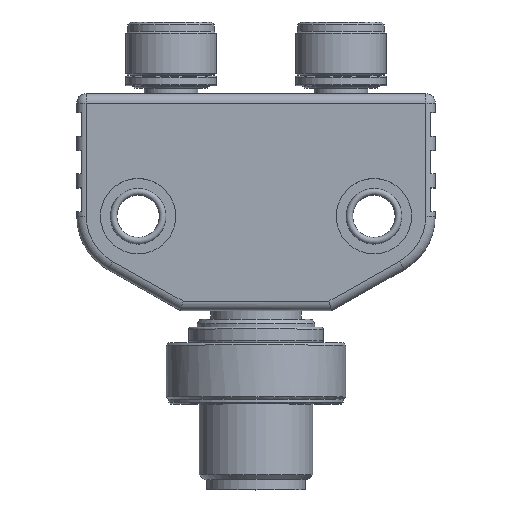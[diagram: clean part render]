
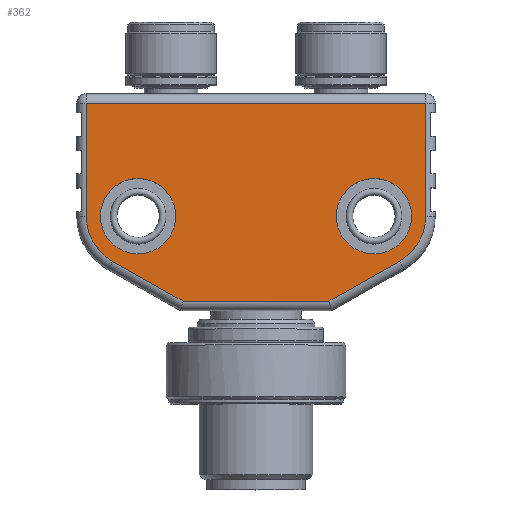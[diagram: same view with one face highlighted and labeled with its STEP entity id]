
A CAD part, top view. The second image highlights one B-rep face of the part: STEP entity #362.
In plain terms, the highlighted planar face has unit normal (0, 0, 1).
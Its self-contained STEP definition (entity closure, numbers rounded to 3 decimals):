
#362=ADVANCED_FACE('',(#1060,#1061,#1062),#589,.T.);
#589=PLANE('',#3433);
#701=LINE('',#4944,#882);
#702=LINE('',#4947,#883);
#703=LINE('',#4949,#884);
#704=LINE('',#4953,#885);
#705=LINE('',#4955,#886);
#706=LINE('',#4957,#887);
#882=VECTOR('',#3897,1.);
#883=VECTOR('',#3898,1.);
#884=VECTOR('',#3899,1.);
#885=VECTOR('',#3902,1.);
#886=VECTOR('',#3903,1.);
#887=VECTOR('',#3904,1.);
#1060=FACE_BOUND('',#1283,.T.);
#1061=FACE_BOUND('',#1284,.T.);
#1062=FACE_BOUND('',#1285,.T.);
#1283=EDGE_LOOP('',(#1646,#1647,#1648,#1649,#1650,#1651,#1652,#1653));
#1284=EDGE_LOOP('',(#1654));
#1285=EDGE_LOOP('',(#1655));
#1646=ORIENTED_EDGE('',*,*,#2816,.T.);
#1647=ORIENTED_EDGE('',*,*,#2817,.T.);
#1648=ORIENTED_EDGE('',*,*,#2818,.T.);
#1649=ORIENTED_EDGE('',*,*,#2819,.T.);
#1650=ORIENTED_EDGE('',*,*,#2820,.T.);
#1651=ORIENTED_EDGE('',*,*,#2821,.T.);
#1652=ORIENTED_EDGE('',*,*,#2822,.T.);
#1653=ORIENTED_EDGE('',*,*,#2823,.T.);
#1654=ORIENTED_EDGE('',*,*,#2824,.T.);
#1655=ORIENTED_EDGE('',*,*,#2825,.T.);
#2502=VERTEX_POINT('',#4945);
#2503=VERTEX_POINT('',#4946);
#2504=VERTEX_POINT('',#4948);
#2505=VERTEX_POINT('',#4950);
#2506=VERTEX_POINT('',#4952);
#2507=VERTEX_POINT('',#4954);
#2508=VERTEX_POINT('',#4956);
#2509=VERTEX_POINT('',#4958);
#2510=VERTEX_POINT('',#4961);
#2511=VERTEX_POINT('',#4963);
#2816=EDGE_CURVE('',#2502,#2503,#701,.T.);
#2817=EDGE_CURVE('',#2503,#2504,#702,.T.);
#2818=EDGE_CURVE('',#2504,#2505,#703,.T.);
#2819=EDGE_CURVE('',#2505,#2506,#3216,.T.);
#2820=EDGE_CURVE('',#2506,#2507,#704,.T.);
#2821=EDGE_CURVE('',#2507,#2508,#705,.T.);
#2822=EDGE_CURVE('',#2508,#2509,#706,.T.);
#2823=EDGE_CURVE('',#2509,#2502,#3217,.T.);
#2824=EDGE_CURVE('',#2510,#2510,#3218,.T.);
#2825=EDGE_CURVE('',#2511,#2511,#3219,.T.);
#3216=CIRCLE('',#3429,5.5);
#3217=CIRCLE('',#3430,5.5);
#3218=CIRCLE('',#3431,4.);
#3219=CIRCLE('',#3432,4.);
#3429=AXIS2_PLACEMENT_3D('',#4951,#3900,#3901);
#3430=AXIS2_PLACEMENT_3D('',#4959,#3905,#3906);
#3431=AXIS2_PLACEMENT_3D('',#4960,#3907,#3908);
#3432=AXIS2_PLACEMENT_3D('',#4962,#3909,#3910);
#3433=AXIS2_PLACEMENT_3D('',#4964,#3911,#3912);
#3897=DIRECTION('',(0.871,-0.491,0.));
#3898=DIRECTION('',(1.,0.,0.));
#3899=DIRECTION('',(0.871,0.491,0.));
#3900=DIRECTION('',(0.,0.,1.));
#3901=DIRECTION('',(1.,0.,0.));
#3902=DIRECTION('',(0.,1.,0.));
#3903=DIRECTION('',(-1.,0.,0.));
#3904=DIRECTION('',(0.,-1.,0.));
#3905=DIRECTION('',(0.,0.,1.));
#3906=DIRECTION('',(1.,0.,0.));
#3907=DIRECTION('',(0.,0.,-1.));
#3908=DIRECTION('',(1.,0.,0.));
#3909=DIRECTION('',(0.,0.,-1.));
#3910=DIRECTION('',(1.,0.,0.));
#3911=DIRECTION('',(0.,0.,1.));
#3912=DIRECTION('',(1.,0.,0.));
#4944=CARTESIAN_POINT('',(42.491,50.871,20.));
#4945=CARTESIAN_POINT('',(34.809,55.203,20.));
#4946=CARTESIAN_POINT('',(42.263,51.,20.));
#4947=CARTESIAN_POINT('',(58.,51.,20.));
#4948=CARTESIAN_POINT('',(57.737,51.,20.));
#4949=CARTESIAN_POINT('',(65.212,55.215,20.));
#4950=CARTESIAN_POINT('',(65.211,55.214,20.));
#4951=CARTESIAN_POINT('',(62.5,60.,20.));
#4952=CARTESIAN_POINT('',(68.,60.,20.));
#4953=CARTESIAN_POINT('',(68.,72.,20.));
#4954=CARTESIAN_POINT('',(68.,72.,20.));
#4955=CARTESIAN_POINT('',(32.,72.,20.));
#4956=CARTESIAN_POINT('',(32.,72.,20.));
#4957=CARTESIAN_POINT('',(32.,60.,20.));
#4958=CARTESIAN_POINT('',(32.,60.,20.));
#4959=CARTESIAN_POINT('',(37.5,60.,20.));
#4960=CARTESIAN_POINT('',(62.5,60.,20.));
#4961=CARTESIAN_POINT('',(66.5,60.,20.));
#4962=CARTESIAN_POINT('',(37.5,60.,20.));
#4963=CARTESIAN_POINT('',(41.5,60.,20.));
#4964=CARTESIAN_POINT('',(68.,72.,20.));
